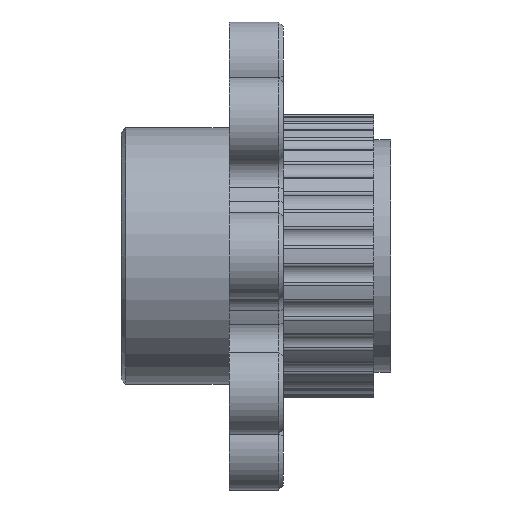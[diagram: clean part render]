
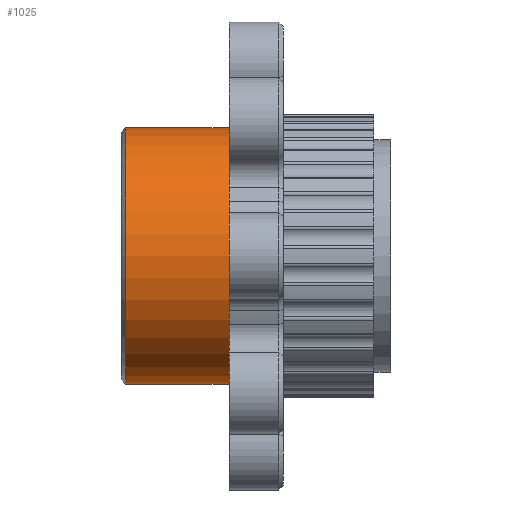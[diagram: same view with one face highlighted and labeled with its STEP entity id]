
A CAD part, front view. The second image highlights one B-rep face of the part: STEP entity #1025.
In plain terms, the highlighted cylindrical face has radius 15.113 mm (diameter 30.225 mm), a partial arc.
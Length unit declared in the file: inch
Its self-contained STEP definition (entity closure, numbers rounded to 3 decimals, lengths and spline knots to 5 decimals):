
#32 = DIRECTION ( 'NONE',  ( -1., 0., 0. ) ) ;
#132 = ORIENTED_EDGE ( 'NONE', *, *, #1712, .T. ) ;
#145 = VERTEX_POINT ( 'NONE', #6387 ) ;
#304 = AXIS2_PLACEMENT_3D ( 'NONE', #1101, #3414, #5731 ) ;
#318 = DIRECTION ( 'NONE',  ( -1., 0., 0. ) ) ;
#345 = LINE ( 'NONE', #3734, #7219 ) ;
#488 = ORIENTED_EDGE ( 'NONE', *, *, #5709, .T. ) ;
#804 = LINE ( 'NONE', #4303, #1216 ) ;
#1025 = ADVANCED_FACE ( 'NONE', ( #4944 ), #6118, .T. ) ;
#1101 = CARTESIAN_POINT ( 'NONE',  ( -0.48031, 0., 0. ) ) ;
#1196 = EDGE_LOOP ( 'NONE', ( #5976, #132, #488, #1594 ) ) ;
#1214 = CARTESIAN_POINT ( 'NONE',  ( 0., 0., -0.59498 ) ) ;
#1216 = VECTOR ( 'NONE', #4862, 39.37008 ) ;
#1477 = EDGE_CURVE ( 'NONE', #6148, #5365, #804, .T. ) ;
#1594 = ORIENTED_EDGE ( 'NONE', *, *, #5194, .T. ) ;
#1659 = CARTESIAN_POINT ( 'NONE',  ( 0., 0., 0.59498 ) ) ;
#1712 = EDGE_CURVE ( 'NONE', #6148, #3054, #3151, .T. ) ;
#2033 = CARTESIAN_POINT ( 'NONE',  ( 0., 0., 0. ) ) ;
#2672 = DIRECTION ( 'NONE',  ( -1., 0., 0. ) ) ;
#3054 = VERTEX_POINT ( 'NONE', #1659 ) ;
#3151 = CIRCLE ( 'NONE', #4250, 0.59498 ) ;
#3414 = DIRECTION ( 'NONE',  ( 1., 0., 0. ) ) ;
#3734 = CARTESIAN_POINT ( 'NONE',  ( 0., 0., 0.59498 ) ) ;
#4108 = DIRECTION ( 'NONE',  ( 0., 0., 1. ) ) ;
#4250 = AXIS2_PLACEMENT_3D ( 'NONE', #5228, #32, #4108 ) ;
#4303 = CARTESIAN_POINT ( 'NONE',  ( 0., 0., -0.59498 ) ) ;
#4862 = DIRECTION ( 'NONE',  ( -1., 0., 0. ) ) ;
#4874 = DIRECTION ( 'NONE',  ( 0., 0., 1. ) ) ;
#4944 = FACE_OUTER_BOUND ( 'NONE', #1196, .T. ) ;
#5194 = EDGE_CURVE ( 'NONE', #145, #5365, #5885, .T. ) ;
#5228 = CARTESIAN_POINT ( 'NONE',  ( 0., 0., 0. ) ) ;
#5365 = VERTEX_POINT ( 'NONE', #6977 ) ;
#5444 = AXIS2_PLACEMENT_3D ( 'NONE', #2033, #318, #4874 ) ;
#5709 = EDGE_CURVE ( 'NONE', #3054, #145, #345, .T. ) ;
#5731 = DIRECTION ( 'NONE',  ( 0., 0., -1. ) ) ;
#5885 = CIRCLE ( 'NONE', #304, 0.59498 ) ;
#5976 = ORIENTED_EDGE ( 'NONE', *, *, #1477, .F. ) ;
#6118 = CYLINDRICAL_SURFACE ( 'NONE', #5444, 0.59498 ) ;
#6148 = VERTEX_POINT ( 'NONE', #1214 ) ;
#6387 = CARTESIAN_POINT ( 'NONE',  ( -0.48031, 0., 0.59498 ) ) ;
#6977 = CARTESIAN_POINT ( 'NONE',  ( -0.48031, 0., -0.59498 ) ) ;
#7219 = VECTOR ( 'NONE', #2672, 39.37008 ) ;
